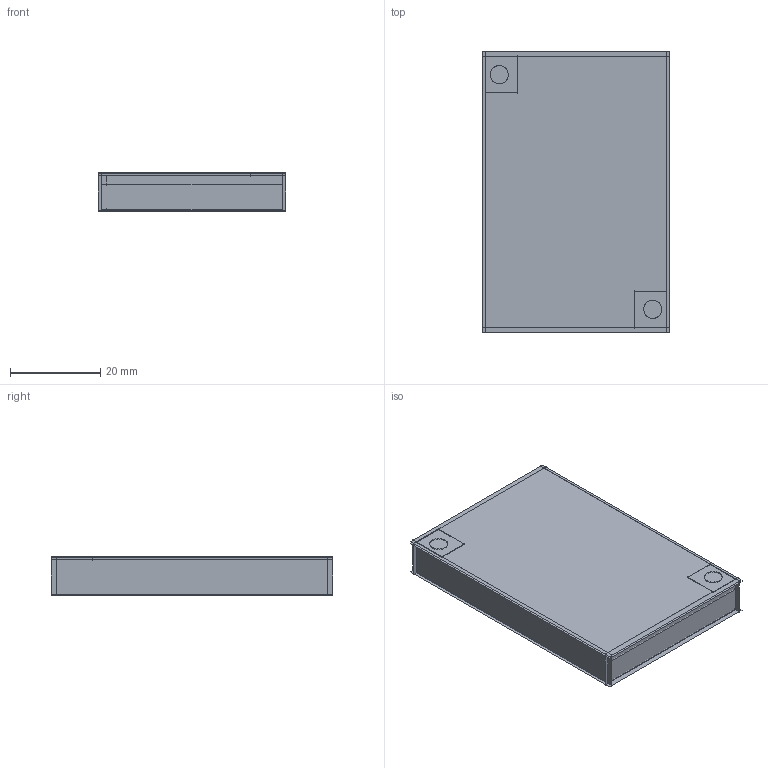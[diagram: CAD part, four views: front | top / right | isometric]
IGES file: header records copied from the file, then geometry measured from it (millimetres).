
Start section:  PTC IGES file: 213043.igs
Global section: file name: 213043.igs; native system: Creo Parametric by PTC Inc.; preprocessor: 2018300; author: pdmadmin; organization: Unknown; date: 20190725.142343; units: millimetre
Bounding box: 41.6 x 62.4 x 8.53 mm (x, y, z)
Volume: 13518.3 mm3; surface area: 38606.9 mm2
Topology: 1 solids, 1 shells, 68 faces, 324 edges, 392 vertices
Faces by surface type: bspline 60, revolution 8
